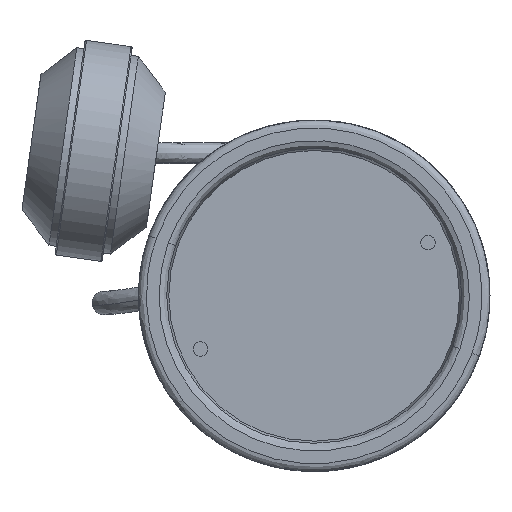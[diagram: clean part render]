
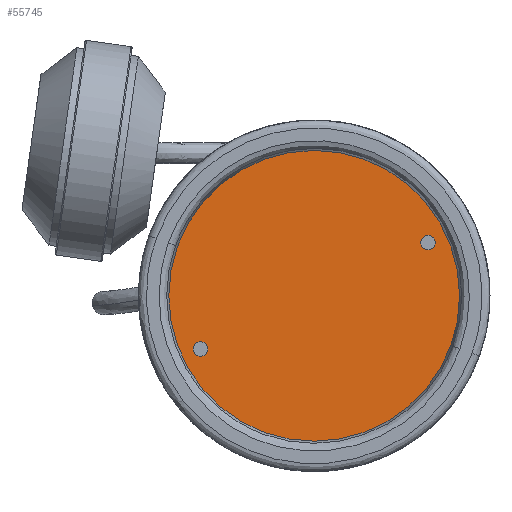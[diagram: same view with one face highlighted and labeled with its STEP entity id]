
A CAD part, front view. The second image highlights one B-rep face of the part: STEP entity #55745.
In plain terms, the highlighted planar face has unit normal (0, -1, 0).
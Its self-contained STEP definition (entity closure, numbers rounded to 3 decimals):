
#395 = DIRECTION ( 'NONE',  ( 1., 0., 0. ) ) ;
#2472 = CIRCLE ( 'NONE', #42178, 2.75 ) ;
#3139 = EDGE_LOOP ( 'NONE', ( #43359, #40721 ) ) ;
#3510 = CIRCLE ( 'NONE', #21927, 2.75 ) ;
#4777 = VERTEX_POINT ( 'NONE', #39857 ) ;
#5611 = CARTESIAN_POINT ( 'NONE',  ( -30.838, 5.2, -33.588 ) ) ;
#11802 = DIRECTION ( 'NONE',  ( 0., -1., 0. ) ) ;
#13748 = FACE_BOUND ( 'NONE', #34611, .T. ) ;
#14585 = CARTESIAN_POINT ( 'NONE',  ( 33.588, 5.2, 33.588 ) ) ;
#18015 = CARTESIAN_POINT ( 'NONE',  ( 0., 5.2, 0. ) ) ;
#19475 = ORIENTED_EDGE ( 'NONE', *, *, #58103, .F. ) ;
#20795 = DIRECTION ( 'NONE',  ( 0., -1., 0. ) ) ;
#21689 = DIRECTION ( 'NONE',  ( 0., 0., -1. ) ) ;
#21927 = AXIS2_PLACEMENT_3D ( 'NONE', #14585, #20795, #395 ) ;
#23154 = EDGE_CURVE ( 'NONE', #87671, #32017, #76915, .T. ) ;
#24516 = AXIS2_PLACEMENT_3D ( 'NONE', #34576, #75808, #35008 ) ;
#24608 = DIRECTION ( 'NONE',  ( 1., 0., 0. ) ) ;
#25180 = CARTESIAN_POINT ( 'NONE',  ( 33.588, 5.2, 33.588 ) ) ;
#28361 = DIRECTION ( 'NONE',  ( 0., -1., 0. ) ) ;
#28936 = EDGE_CURVE ( 'NONE', #77219, #66930, #3510, .T. ) ;
#30945 = DIRECTION ( 'NONE',  ( 1., 0., 0. ) ) ;
#31050 = CIRCLE ( 'NONE', #56561, 55. ) ;
#32017 = VERTEX_POINT ( 'NONE', #66357 ) ;
#33172 = ORIENTED_EDGE ( 'NONE', *, *, #28936, .F. ) ;
#34576 = CARTESIAN_POINT ( 'NONE',  ( -110., 5.2, -110. ) ) ;
#34611 = EDGE_LOOP ( 'NONE', ( #39645, #19475 ) ) ;
#35008 = DIRECTION ( 'NONE',  ( 0., 0., 1. ) ) ;
#36024 = CIRCLE ( 'NONE', #71496, 2.75 ) ;
#36449 = CARTESIAN_POINT ( 'NONE',  ( -33.588, 5.2, -33.588 ) ) ;
#39645 = ORIENTED_EDGE ( 'NONE', *, *, #70218, .F. ) ;
#39857 = CARTESIAN_POINT ( 'NONE',  ( -36.338, 5.2, -33.588 ) ) ;
#40721 = ORIENTED_EDGE ( 'NONE', *, *, #23154, .T. ) ;
#42099 = FACE_BOUND ( 'NONE', #63042, .T. ) ;
#42178 = AXIS2_PLACEMENT_3D ( 'NONE', #71634, #64976, #24608 ) ;
#43359 = ORIENTED_EDGE ( 'NONE', *, *, #43766, .T. ) ;
#43766 = EDGE_CURVE ( 'NONE', #32017, #87671, #31050, .T. ) ;
#46912 = AXIS2_PLACEMENT_3D ( 'NONE', #25180, #57577, #30945 ) ;
#47878 = FACE_OUTER_BOUND ( 'NONE', #3139, .T. ) ;
#48744 = PLANE ( 'NONE',  #24516 ) ;
#50200 = CARTESIAN_POINT ( 'NONE',  ( 36.338, 5.2, 33.588 ) ) ;
#51474 = AXIS2_PLACEMENT_3D ( 'NONE', #18015, #11802, #85409 ) ;
#54146 = CARTESIAN_POINT ( 'NONE',  ( 30.838, 5.2, 33.588 ) ) ;
#55554 = DIRECTION ( 'NONE',  ( 1., 0., 0. ) ) ;
#55745 = ADVANCED_FACE ( 'NONE', ( #42099, #13748, #47878 ), #48744, .F. ) ;
#56561 = AXIS2_PLACEMENT_3D ( 'NONE', #76678, #28361, #21689 ) ;
#57577 = DIRECTION ( 'NONE',  ( 0., -1., 0. ) ) ;
#58103 = EDGE_CURVE ( 'NONE', #4777, #68385, #36024, .T. ) ;
#62490 = CIRCLE ( 'NONE', #46912, 2.75 ) ;
#62893 = CARTESIAN_POINT ( 'NONE',  ( 0., 5.2, 55. ) ) ;
#63042 = EDGE_LOOP ( 'NONE', ( #33172, #68272 ) ) ;
#64976 = DIRECTION ( 'NONE',  ( 0., -1., 0. ) ) ;
#66357 = CARTESIAN_POINT ( 'NONE',  ( 0., 5.2, -55. ) ) ;
#66930 = VERTEX_POINT ( 'NONE', #54146 ) ;
#68272 = ORIENTED_EDGE ( 'NONE', *, *, #81063, .F. ) ;
#68385 = VERTEX_POINT ( 'NONE', #5611 ) ;
#70218 = EDGE_CURVE ( 'NONE', #68385, #4777, #2472, .T. ) ;
#71053 = DIRECTION ( 'NONE',  ( 0., -1., 0. ) ) ;
#71496 = AXIS2_PLACEMENT_3D ( 'NONE', #36449, #71053, #55554 ) ;
#71634 = CARTESIAN_POINT ( 'NONE',  ( -33.588, 5.2, -33.588 ) ) ;
#75808 = DIRECTION ( 'NONE',  ( 0., 1., 0. ) ) ;
#76678 = CARTESIAN_POINT ( 'NONE',  ( 0., 5.2, 0. ) ) ;
#76915 = CIRCLE ( 'NONE', #51474, 55. ) ;
#77219 = VERTEX_POINT ( 'NONE', #50200 ) ;
#81063 = EDGE_CURVE ( 'NONE', #66930, #77219, #62490, .T. ) ;
#85409 = DIRECTION ( 'NONE',  ( 0., 0., -1. ) ) ;
#87671 = VERTEX_POINT ( 'NONE', #62893 ) ;
